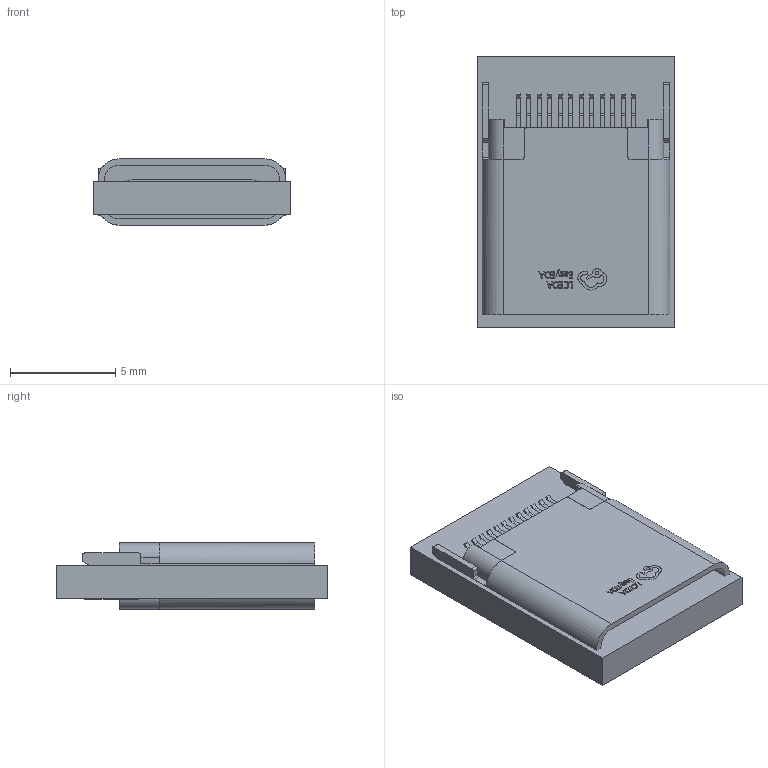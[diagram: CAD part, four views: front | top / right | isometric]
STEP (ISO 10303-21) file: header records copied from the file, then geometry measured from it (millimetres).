
FILE_DESCRIPTION(('Designed by EasyEDA Pro'),'2;1');
FILE_NAME('Open CASCADE Shape Model','2023-04-26T20:10:27',('Author'),( 'Open CASCADE'),'Open CASCADE STEP processor 7.6','Open CASCADE 7.6' ,'Unknown');
FILE_SCHEMA(('AUTOMOTIVE_DESIGN { 1 0 10303 214 1 1 1 1 }'));
Length unit declared in the file: millimetre
Products named in the file (5): PCBModel; COMPOUND; USB1; USB-C-SMD_TYPE-C-31-M-20
Assembly tree (4 placements, depth 4):
  PCBModel
    COMPOUND
    USB1
      USB-C-SMD_TYPE-C-31-M-20
        COMPOUND
Bounding box: 9.42 x 12.93 x 3.16 mm (x, y, z)
Volume: 353.9 mm3; surface area: 925.6 mm2
Topology: 16 solids, 16 shells, 700 faces, 1903 edges, 1266 vertices
Faces by surface type: plane 528, bspline 112, cylinder 60
Entity records: 29242 total; most frequent: CARTESIAN_POINT 6110, ORIENTED_EDGE 3806, DIRECTION 2961, EDGE_CURVE 1903, LINE 1551, VECTOR 1551, VERTEX_POINT 1266, FACE_BOUND 745
